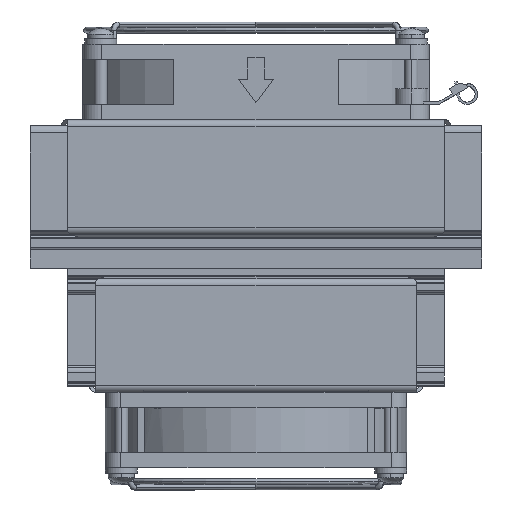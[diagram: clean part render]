
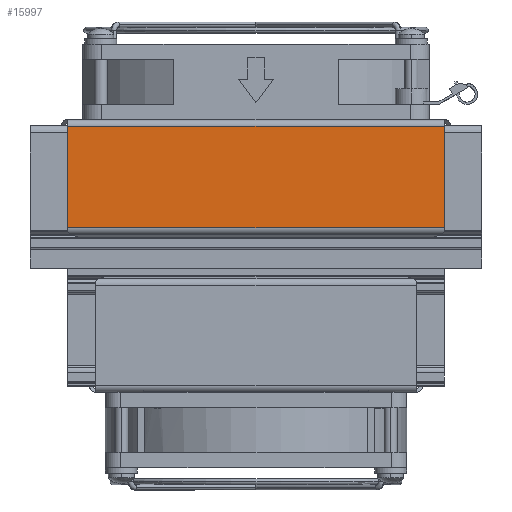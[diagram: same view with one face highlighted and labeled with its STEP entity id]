
A CAD part, left-side view. The second image highlights one B-rep face of the part: STEP entity #15997.
In plain terms, the highlighted planar face has unit normal (-1, 0, 0).
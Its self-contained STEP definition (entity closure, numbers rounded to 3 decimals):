
#427 = CARTESIAN_POINT ( 'NONE',  ( -51.1, -50., 34.087 ) ) ;
#1717 = CARTESIAN_POINT ( 'NONE',  ( -51.1, -50., 33.2 ) ) ;
#1778 = VECTOR ( 'NONE', #14640, 1000. ) ;
#2286 = EDGE_LOOP ( 'NONE', ( #2985, #25442, #22786, #24031 ) ) ;
#2985 = ORIENTED_EDGE ( 'NONE', *, *, #12434, .T. ) ;
#6160 = CARTESIAN_POINT ( 'NONE',  ( -51.1, -50., 6.244 ) ) ;
#6205 = EDGE_CURVE ( 'NONE', #12767, #8542, #7537, .T. ) ;
#7537 = LINE ( 'NONE', #14321, #1778 ) ;
#7853 = DIRECTION ( 'NONE',  ( -1., 0., 0. ) ) ;
#8542 = VERTEX_POINT ( 'NONE', #1717 ) ;
#9094 = FACE_OUTER_BOUND ( 'NONE', #2286, .T. ) ;
#9520 = EDGE_CURVE ( 'NONE', #10600, #8542, #17907, .T. ) ;
#9875 = CARTESIAN_POINT ( 'NONE',  ( -51.1, -50., 6.244 ) ) ;
#10191 = AXIS2_PLACEMENT_3D ( 'NONE', #427, #7853, #17634 ) ;
#10600 = VERTEX_POINT ( 'NONE', #26069 ) ;
#10994 = CARTESIAN_POINT ( 'NONE',  ( -51.1, 50., 34. ) ) ;
#11548 = LINE ( 'NONE', #10994, #17721 ) ;
#12434 = EDGE_CURVE ( 'NONE', #10600, #14391, #11548, .T. ) ;
#12767 = VERTEX_POINT ( 'NONE', #6160 ) ;
#13506 = DIRECTION ( 'NONE',  ( 0., 0., -1. ) ) ;
#14321 = CARTESIAN_POINT ( 'NONE',  ( -51.1, -50., 34. ) ) ;
#14391 = VERTEX_POINT ( 'NONE', #14445 ) ;
#14445 = CARTESIAN_POINT ( 'NONE',  ( -51.1, 50., 6.244 ) ) ;
#14640 = DIRECTION ( 'NONE',  ( 0., 0., 1. ) ) ;
#14857 = VECTOR ( 'NONE', #25742, 1000. ) ;
#14956 = PLANE ( 'NONE',  #10191 ) ;
#15319 = LINE ( 'NONE', #9875, #25985 ) ;
#15997 = ADVANCED_FACE ( 'NONE', ( #9094 ), #14956, .T. ) ;
#17634 = DIRECTION ( 'NONE',  ( 0., 0., 1. ) ) ;
#17721 = VECTOR ( 'NONE', #13506, 1000. ) ;
#17907 = LINE ( 'NONE', #23181, #14857 ) ;
#21912 = DIRECTION ( 'NONE',  ( 0., -1., 0. ) ) ;
#22786 = ORIENTED_EDGE ( 'NONE', *, *, #6205, .T. ) ;
#23181 = CARTESIAN_POINT ( 'NONE',  ( -51.1, 50., 33.2 ) ) ;
#24031 = ORIENTED_EDGE ( 'NONE', *, *, #9520, .F. ) ;
#25442 = ORIENTED_EDGE ( 'NONE', *, *, #29570, .T. ) ;
#25742 = DIRECTION ( 'NONE',  ( 0., -1., 0. ) ) ;
#25985 = VECTOR ( 'NONE', #21912, 1000. ) ;
#26069 = CARTESIAN_POINT ( 'NONE',  ( -51.1, 50., 33.2 ) ) ;
#29570 = EDGE_CURVE ( 'NONE', #14391, #12767, #15319, .T. ) ;
